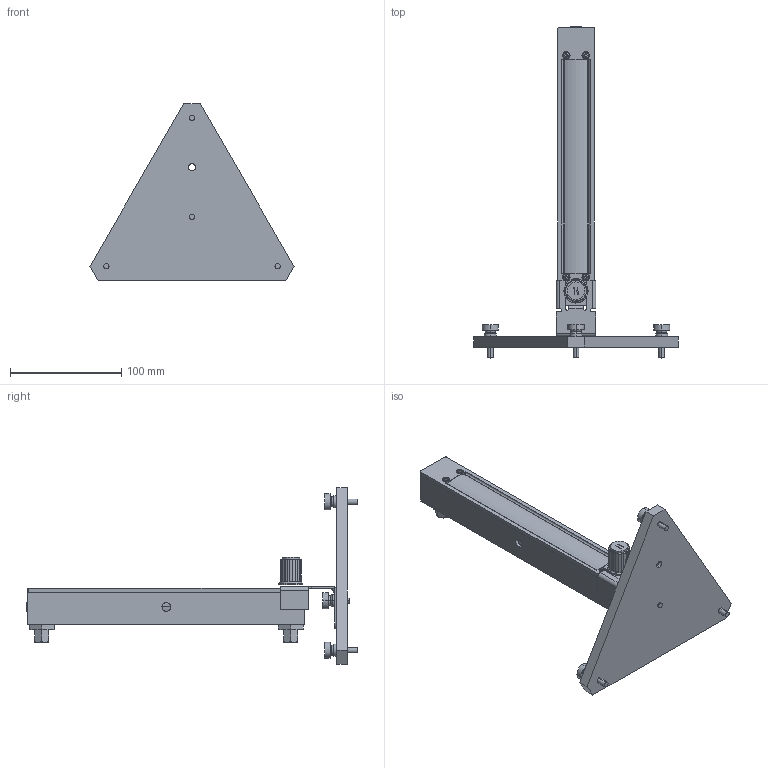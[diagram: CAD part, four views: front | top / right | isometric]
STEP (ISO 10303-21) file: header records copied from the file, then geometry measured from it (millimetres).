
FILE_DESCRIPTION (( 'STEP AP203' ), '1' );
FILE_NAME ('1355G-F-1-C.STEP', '2017-03-31T13:42:03', ( 'mrutkowski' ), ( 'Hewlett-Packard Company' ), 'SwSTEP 2.0', 'SolidWorks 2014', '' );
FILE_SCHEMA (( 'CONFIG_CONTROL_DESIGN' ));
Length unit declared in the file: inch
Products named in the file (1): 1355G-F-1-C
Bounding box: 183.39 x 298.32 x 158.75 mm (x, y, z)
Surface area: 114440.5 mm2 (no closed solid volume)
Topology: 0 solids, 29 shells, 371 faces, 1316 edges, 968 vertices
Faces by surface type: plane 194, cylinder 111, cone 36, torus 22, bspline 8
Entity records: 14830 total; most frequent: CARTESIAN_POINT 3741, DIRECTION 2293, ORIENTED_EDGE 2034, EDGE_CURVE 1316, VERTEX_POINT 968, AXIS2_PLACEMENT_3D 804, LINE 685, VECTOR 685
